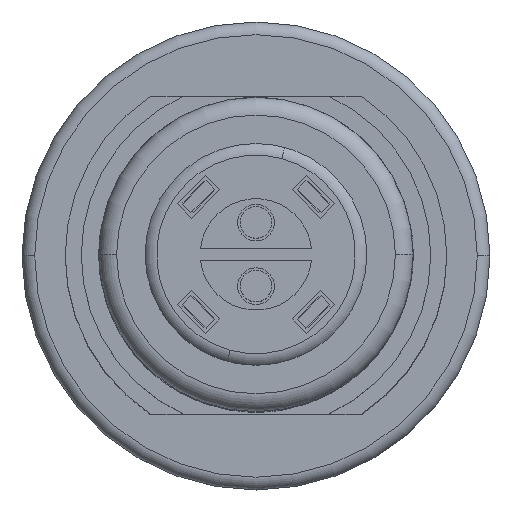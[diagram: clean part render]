
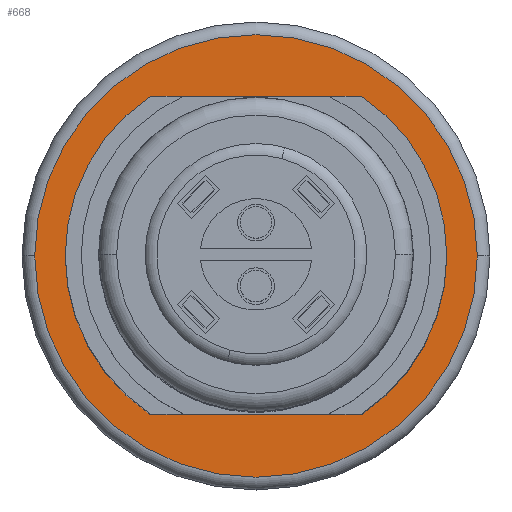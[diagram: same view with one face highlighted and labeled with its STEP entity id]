
A CAD part, top view. The second image highlights one B-rep face of the part: STEP entity #668.
In plain terms, the highlighted planar face has unit normal (0, 0, 1).
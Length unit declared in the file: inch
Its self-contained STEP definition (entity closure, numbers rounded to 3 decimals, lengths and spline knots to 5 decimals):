
#10=CARTESIAN_POINT('',(0.,0.,0.));
#11=DIRECTION('',(0.,0.,-1.));
#12=DIRECTION('',(0.553,0.833,0.));
#13=AXIS2_PLACEMENT_3D('',#10,#11,#12);
#28=CARTESIAN_POINT('',(0.,0.,0.));
#29=DIRECTION('',(0.,0.,-1.));
#30=DIRECTION('',(-0.553,-0.833,0.));
#31=AXIS2_PLACEMENT_3D('',#28,#29,#30);
#201=DIRECTION('',(-1.,0.,0.));
#202=VECTOR('',#201,0.41458);
#203=CARTESIAN_POINT('',(0.20729,-0.3125,0.));
#204=LINE('',#203,#202);
#205=DIRECTION('',(1.,0.,0.));
#206=VECTOR('',#205,0.41458);
#207=CARTESIAN_POINT('',(-0.20729,0.3125,0.));
#208=LINE('',#207,#206);
#209=CARTESIAN_POINT('',(0.,0.,0.));
#210=DIRECTION('',(0.,0.,-1.));
#211=DIRECTION('',(1.,0.,0.));
#212=AXIS2_PLACEMENT_3D('',#209,#210,#211);
#214=CARTESIAN_POINT('',(0.,0.,0.));
#215=DIRECTION('',(0.,0.,-1.));
#216=DIRECTION('',(-1.,0.,0.));
#217=AXIS2_PLACEMENT_3D('',#214,#215,#216);
#409=CARTESIAN_POINT('',(-0.20729,0.3125,0.));
#410=CARTESIAN_POINT('',(0.20729,0.3125,0.));
#411=VERTEX_POINT('',#409);
#412=VERTEX_POINT('',#410);
#413=CARTESIAN_POINT('',(0.20729,-0.3125,0.));
#414=CARTESIAN_POINT('',(-0.20729,-0.3125,0.));
#415=VERTEX_POINT('',#413);
#416=VERTEX_POINT('',#414);
#489=CARTESIAN_POINT('',(0.435,0.,0.));
#490=CARTESIAN_POINT('',(-0.435,0.,0.));
#491=VERTEX_POINT('',#489);
#492=VERTEX_POINT('',#490);
#651=CARTESIAN_POINT('',(0.,0.,0.));
#652=DIRECTION('',(0.,0.,-1.));
#653=DIRECTION('',(1.,0.,0.));
#654=AXIS2_PLACEMENT_3D('',#651,#652,#653);
#655=PLANE('',#654);
#657=ORIENTED_EDGE('',*,*,#656,.T.);
#659=ORIENTED_EDGE('',*,*,#658,.T.);
#660=EDGE_LOOP('',(#657,#659));
#661=FACE_OUTER_BOUND('',#660,.F.);
#662=ORIENTED_EDGE('',*,*,#526,.F.);
#663=ORIENTED_EDGE('',*,*,#574,.F.);
#664=ORIENTED_EDGE('',*,*,#510,.F.);
#665=ORIENTED_EDGE('',*,*,#627,.F.);
#666=EDGE_LOOP('',(#662,#663,#664,#665));
#667=FACE_BOUND('',#666,.F.);
#668=ADVANCED_FACE('',(#661,#667),#655,.F.);
#14=CIRCLE('',#13,0.375);
#32=CIRCLE('',#31,0.375);
#213=CIRCLE('',#212,0.435);
#218=CIRCLE('',#217,0.435);
#510=EDGE_CURVE('',#412,#415,#14,.T.);
#526=EDGE_CURVE('',#416,#411,#32,.T.);
#574=EDGE_CURVE('',#415,#416,#204,.T.);
#627=EDGE_CURVE('',#411,#412,#208,.T.);
#656=EDGE_CURVE('',#491,#492,#213,.T.);
#658=EDGE_CURVE('',#492,#491,#218,.T.);
